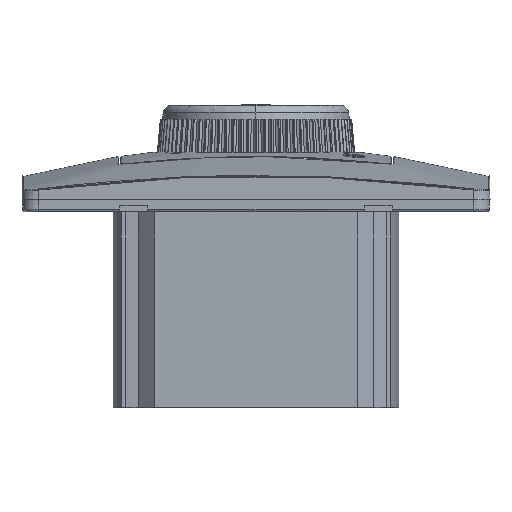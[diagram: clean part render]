
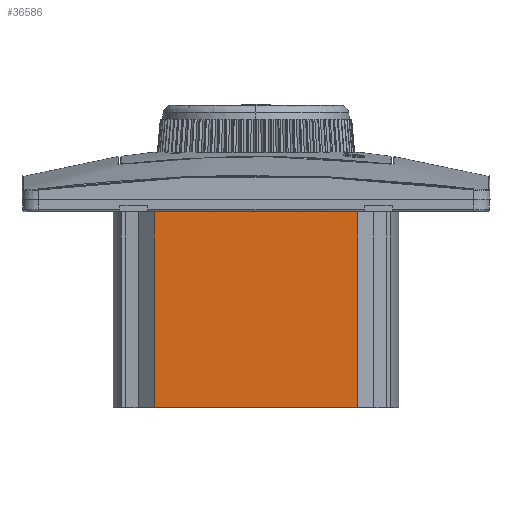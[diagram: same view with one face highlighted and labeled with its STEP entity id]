
A CAD part, front view. The second image highlights one B-rep face of the part: STEP entity #36586.
In plain terms, the highlighted planar face has unit normal (0, -1, 0).
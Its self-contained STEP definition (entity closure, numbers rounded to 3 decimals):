
#1118 = CARTESIAN_POINT ( 'NONE',  ( 18.665, -21.794, 0. ) ) ;
#1317 = EDGE_CURVE ( 'NONE', #17013, #26503, #36716, .T. ) ;
#1721 = CARTESIAN_POINT ( 'NONE',  ( 18.665, -21.794, 0. ) ) ;
#2404 = EDGE_LOOP ( 'NONE', ( #38900, #31186, #6058, #37073 ) ) ;
#3984 = DIRECTION ( 'NONE',  ( -1., 0., 0. ) ) ;
#4334 = CARTESIAN_POINT ( 'NONE',  ( 18.665, -21.794, -35.95 ) ) ;
#6058 = ORIENTED_EDGE ( 'NONE', *, *, #13835, .T. ) ;
#6952 = EDGE_CURVE ( 'NONE', #14559, #12661, #35768, .T. ) ;
#10751 = CARTESIAN_POINT ( 'NONE',  ( 18.665, -21.794, 0. ) ) ;
#11592 = CARTESIAN_POINT ( 'NONE',  ( -18.665, -21.794, -23.967 ) ) ;
#12661 = VERTEX_POINT ( 'NONE', #32809 ) ;
#13744 = CARTESIAN_POINT ( 'NONE',  ( -18.665, -21.794, -35.95 ) ) ;
#13835 = EDGE_CURVE ( 'NONE', #12661, #17013, #30173, .T. ) ;
#13957 = CARTESIAN_POINT ( 'NONE',  ( -18.665, -21.794, -35.95 ) ) ;
#14158 = DIRECTION ( 'NONE',  ( 0., -1., 0. ) ) ;
#14559 = VERTEX_POINT ( 'NONE', #32873 ) ;
#14680 = CARTESIAN_POINT ( 'NONE',  ( -18.665, -21.794, 0. ) ) ;
#14994 = CARTESIAN_POINT ( 'NONE',  ( -18.665, -21.794, 0. ) ) ;
#17013 = VERTEX_POINT ( 'NONE', #14680 ) ;
#19948 = CARTESIAN_POINT ( 'NONE',  ( -18.665, -21.794, 0. ) ) ;
#20367 = CARTESIAN_POINT ( 'NONE',  ( 18.665, -21.794, -23.967 ) ) ;
#22564 = CARTESIAN_POINT ( 'NONE',  ( 6.222, -21.794, 0. ) ) ;
#26503 = VERTEX_POINT ( 'NONE', #13744 ) ;
#26794 = CARTESIAN_POINT ( 'NONE',  ( 18.665, -21.794, -11.983 ) ) ;
#27374 = EDGE_CURVE ( 'NONE', #26503, #14559, #37425, .T. ) ;
#29394 = CARTESIAN_POINT ( 'NONE',  ( -6.222, -21.794, 0. ) ) ;
#29612 = CARTESIAN_POINT ( 'NONE',  ( 18.665, -21.794, -35.95 ) ) ;
#30173 = B_SPLINE_CURVE_WITH_KNOTS ( 'NONE', 3,
 ( #1118, #22564, #29394, #19948 ),
 .UNSPECIFIED., .F., .F.,
 ( 4, 4 ),
 ( 0., 1. ),
 .UNSPECIFIED. ) ;
#31186 = ORIENTED_EDGE ( 'NONE', *, *, #6952, .T. ) ;
#32230 = CARTESIAN_POINT ( 'NONE',  ( 6.222, -21.794, -35.95 ) ) ;
#32809 = CARTESIAN_POINT ( 'NONE',  ( 18.665, -21.794, 0. ) ) ;
#32873 = CARTESIAN_POINT ( 'NONE',  ( 18.665, -21.794, -35.95 ) ) ;
#35247 = AXIS2_PLACEMENT_3D ( 'NONE', #1721, #14158, #3984 ) ;
#35248 = CARTESIAN_POINT ( 'NONE',  ( -6.222, -21.794, -35.95 ) ) ;
#35768 = B_SPLINE_CURVE_WITH_KNOTS ( 'NONE', 3,
 ( #29612, #20367, #26794, #10751 ),
 .UNSPECIFIED., .F., .F.,
 ( 4, 4 ),
 ( 0., 1. ),
 .UNSPECIFIED. ) ;
#36039 = PLANE ( 'NONE',  #35247 ) ;
#36586 = ADVANCED_FACE ( 'NONE', ( #38652 ), #36039, .T. ) ;
#36716 = B_SPLINE_CURVE_WITH_KNOTS ( 'NONE', 3,
 ( #14994, #39099, #11592, #39489 ),
 .UNSPECIFIED., .F., .F.,
 ( 4, 4 ),
 ( 0., 1. ),
 .UNSPECIFIED. ) ;
#37073 = ORIENTED_EDGE ( 'NONE', *, *, #1317, .T. ) ;
#37425 = B_SPLINE_CURVE_WITH_KNOTS ( 'NONE', 3,
 ( #13957, #35248, #32230, #4334 ),
 .UNSPECIFIED., .F., .F.,
 ( 4, 4 ),
 ( 0., 1. ),
 .UNSPECIFIED. ) ;
#38652 = FACE_OUTER_BOUND ( 'NONE', #2404, .T. ) ;
#38900 = ORIENTED_EDGE ( 'NONE', *, *, #27374, .T. ) ;
#39099 = CARTESIAN_POINT ( 'NONE',  ( -18.665, -21.794, -11.983 ) ) ;
#39489 = CARTESIAN_POINT ( 'NONE',  ( -18.665, -21.794, -35.95 ) ) ;
